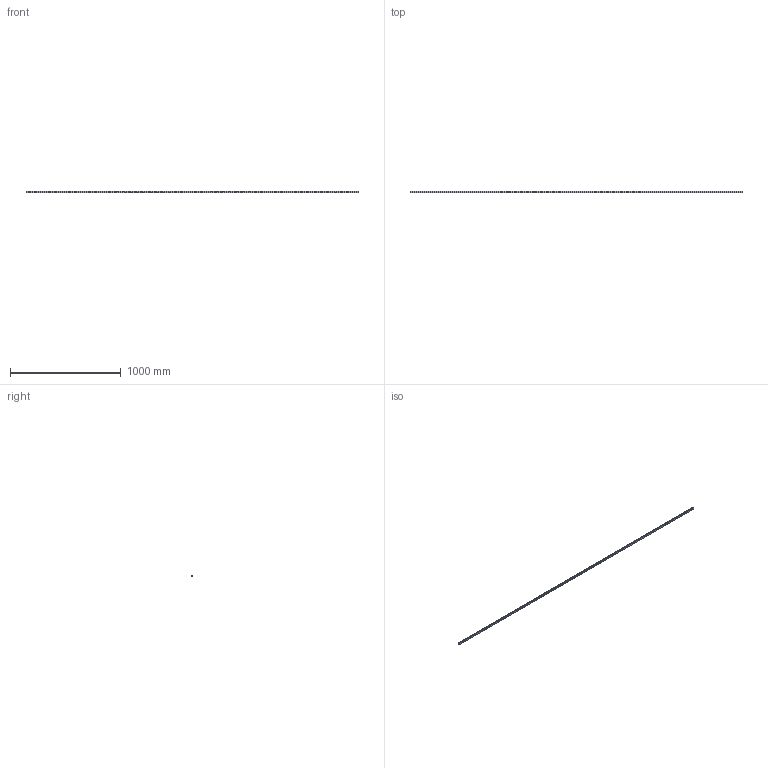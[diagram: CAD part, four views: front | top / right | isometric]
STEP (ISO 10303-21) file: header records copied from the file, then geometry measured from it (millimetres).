
FILE_DESCRIPTION(/* description */ ('STEP AP214'),/* implementation_level */ '2;1');
FILE_NAME(/* name */ 'SHS15-3000L(GK) RAIL(30)',/* time_stamp */ '2023-02-06T10:42:49+01:00',/* author */ ('License CC BY-ND 4.0'),/* organization */ ('CADENAS'),/* preprocessor_version */ 'ST-DEVELOPER v18.102',/* originating_system */ 'PARTsolutions',/* authorisation */ ' ');
FILE_SCHEMA (('AUTOMOTIVE_DESIGN {1 0 10303 214 3 1 1}'));
Length unit declared in the file: millimetre
Products named in the file (1): SHS15-3000L(GK) RAIL(30)
Bounding box: 3000 x 13 x 15 mm (x, y, z)
Volume: 485162.2 mm3; surface area: 180218.7 mm2
Topology: 1 solids, 1 shells, 194 faces, 426 edges, 284 vertices
Faces by surface type: cylinder 122, plane 72
Full cylindrical faces by diameter (mm): 4.5 x50, 7.5 x50
Entity records: 5184 total; most frequent: DIRECTION 960, CARTESIAN_POINT 805, ORIENTED_EDGE 652, EDGE_LOOP 444, FACE_BOUND 444, AXIS2_PLACEMENT_3D 439, EDGE_CURVE 326, VERTEX_POINT 284
